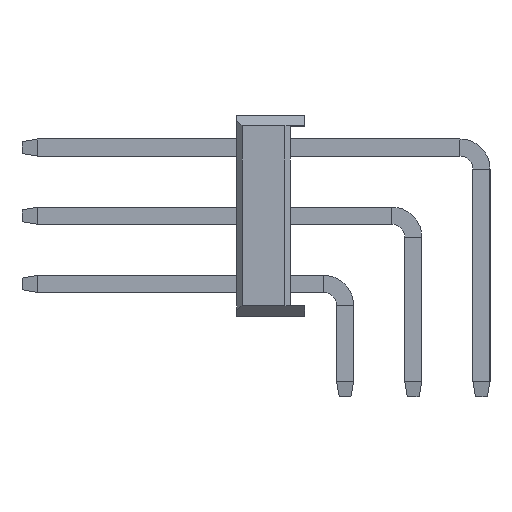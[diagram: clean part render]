
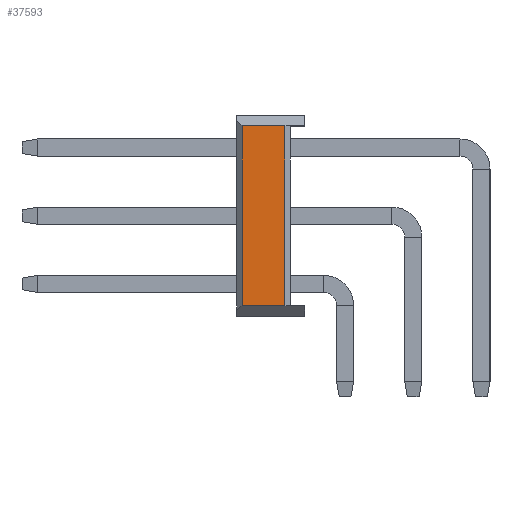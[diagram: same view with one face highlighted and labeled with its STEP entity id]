
A CAD part, left-side view. The second image highlights one B-rep face of the part: STEP entity #37593.
In plain terms, the highlighted planar face has unit normal (-1, 0, 0).
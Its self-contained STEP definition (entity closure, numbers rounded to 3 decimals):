
#53 = FACE_OUTER_BOUND ( 'NONE', #13499, .T. ) ;
#935 = VECTOR ( 'NONE', #2464, 1000. ) ;
#2464 = DIRECTION ( 'NONE',  ( 0., -1., 0. ) ) ;
#2605 = PLANE ( 'NONE',  #19483 ) ;
#2676 = DIRECTION ( 'NONE',  ( 0., 0., -1. ) ) ;
#4282 = EDGE_CURVE ( 'NONE', #16702, #37734, #17704, .T. ) ;
#5028 = EDGE_CURVE ( 'NONE', #22029, #16702, #39327, .T. ) ;
#5701 = EDGE_CURVE ( 'NONE', #21128, #37734, #34835, .T. ) ;
#5879 = VECTOR ( 'NONE', #2676, 1000. ) ;
#8021 = CARTESIAN_POINT ( 'NONE',  ( -1.27, 2.54, 3.35 ) ) ;
#8966 = DIRECTION ( 'NONE',  ( 1., 0., 0. ) ) ;
#9727 = VECTOR ( 'NONE', #36686, 1000. ) ;
#13499 = EDGE_LOOP ( 'NONE', ( #38417, #35450, #35919, #17210 ) ) ;
#16624 = LINE ( 'NONE', #8021, #33372 ) ;
#16702 = VERTEX_POINT ( 'NONE', #34367 ) ;
#17210 = ORIENTED_EDGE ( 'NONE', *, *, #5701, .F. ) ;
#17704 = LINE ( 'NONE', #24492, #935 ) ;
#17819 = CARTESIAN_POINT ( 'NONE',  ( -1.27, 0.74, 3.35 ) ) ;
#19483 = AXIS2_PLACEMENT_3D ( 'NONE', #37169, #8966, #30982 ) ;
#21128 = VERTEX_POINT ( 'NONE', #33321 ) ;
#22029 = VERTEX_POINT ( 'NONE', #28842 ) ;
#24492 = CARTESIAN_POINT ( 'NONE',  ( -1.27, 2.54, -3.35 ) ) ;
#24750 = EDGE_CURVE ( 'NONE', #22029, #21128, #16624, .T. ) ;
#28842 = CARTESIAN_POINT ( 'NONE',  ( -1.27, 2.34, 3.35 ) ) ;
#30051 = DIRECTION ( 'NONE',  ( 0., -1., 0. ) ) ;
#30982 = DIRECTION ( 'NONE',  ( 0., 0., -1. ) ) ;
#33321 = CARTESIAN_POINT ( 'NONE',  ( -1.27, 0.74, 3.35 ) ) ;
#33372 = VECTOR ( 'NONE', #30051, 1000. ) ;
#34367 = CARTESIAN_POINT ( 'NONE',  ( -1.27, 2.34, -3.35 ) ) ;
#34802 = CARTESIAN_POINT ( 'NONE',  ( -1.27, 0.74, -3.35 ) ) ;
#34835 = LINE ( 'NONE', #17819, #9727 ) ;
#35450 = ORIENTED_EDGE ( 'NONE', *, *, #5028, .T. ) ;
#35919 = ORIENTED_EDGE ( 'NONE', *, *, #4282, .T. ) ;
#36686 = DIRECTION ( 'NONE',  ( 0., 0., -1. ) ) ;
#37169 = CARTESIAN_POINT ( 'NONE',  ( -1.27, 2.54, -3.35 ) ) ;
#37593 = ADVANCED_FACE ( 'NONE', ( #53 ), #2605, .F. ) ;
#37734 = VERTEX_POINT ( 'NONE', #34802 ) ;
#38417 = ORIENTED_EDGE ( 'NONE', *, *, #24750, .F. ) ;
#39327 = LINE ( 'NONE', #40387, #5879 ) ;
#40387 = CARTESIAN_POINT ( 'NONE',  ( -1.27, 2.34, -3.35 ) ) ;
